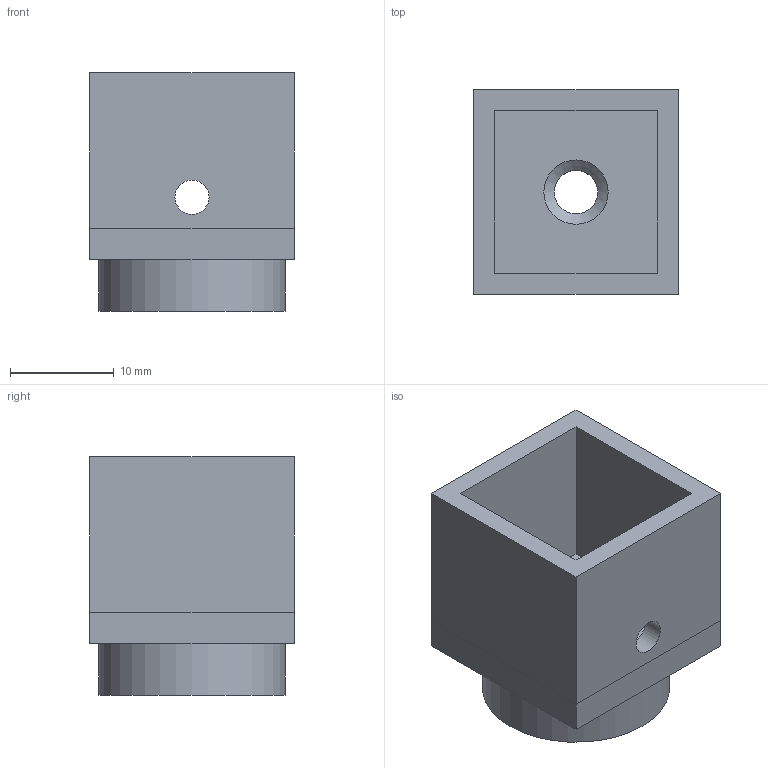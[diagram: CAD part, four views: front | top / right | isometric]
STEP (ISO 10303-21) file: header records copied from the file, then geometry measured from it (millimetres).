
FILE_DESCRIPTION(('FreeCAD Model'),'2;1');
FILE_NAME('telescoping_shaft_outer_cap_4mm_alternative.step','2020-07-22T01:32:11',('Author'),(''), 'Open CASCADE STEP processor 7.4','FreeCAD','Unknown');
FILE_SCHEMA(('AUTOMOTIVE_DESIGN { 1 0 10303 214 1 1 1 1 }'));
Length unit declared in the file: millimetre
Products named in the file (1): Gimbal_cap_M4
Bounding box: 19.7 x 19.7 x 23 mm (x, y, z)
Volume: 4409.2 mm3; surface area: 3498.3 mm2
Topology: 1 solids, 1 shells, 22 faces, 48 edges, 30 vertices
Faces by surface type: plane 16, cylinder 5, cone 1
Full cylindrical faces by diameter (mm): 3.3 x2, 4.2 x2, 18 x1
Entity records: 1258 total; most frequent: CARTESIAN_POINT 209, DIRECTION 198, LINE 126, VECTOR 126, ORIENTED_EDGE 96, PCURVE 96, DEFINITIONAL_REPRESENTATION 96, EDGE_CURVE 48
